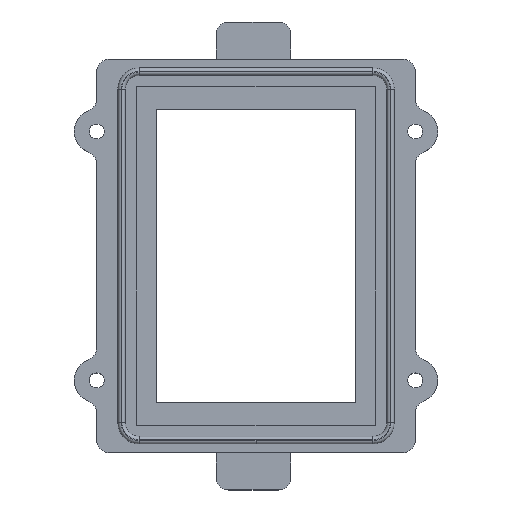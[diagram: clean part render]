
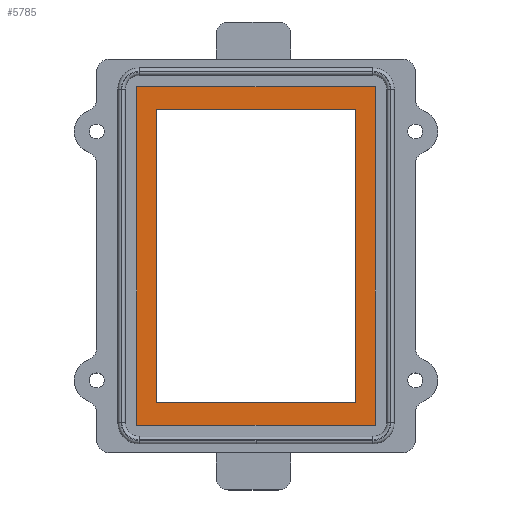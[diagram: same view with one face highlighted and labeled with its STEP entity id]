
A CAD part, top view. The second image highlights one B-rep face of the part: STEP entity #5785.
In plain terms, the highlighted planar face has unit normal (0, 0, 1).
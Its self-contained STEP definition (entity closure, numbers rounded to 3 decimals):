
#1420 = PLANE('',#1421);
#1421 = AXIS2_PLACEMENT_3D('',#1422,#1423,#1424);
#1422 = CARTESIAN_POINT('',(-51.,0.,25.));
#1423 = DIRECTION('',(1.,0.,0.));
#1424 = DIRECTION('',(0.,0.,1.));
#1448 = PLANE('',#1449);
#1449 = AXIS2_PLACEMENT_3D('',#1450,#1451,#1452);
#1450 = CARTESIAN_POINT('',(-51.,59.,25.));
#1451 = DIRECTION('',(0.,-1.,0.));
#1452 = DIRECTION('',(0.,0.,-1.));
#1476 = PLANE('',#1477);
#1477 = AXIS2_PLACEMENT_3D('',#1478,#1479,#1480);
#1478 = CARTESIAN_POINT('',(-131.,0.,25.));
#1479 = DIRECTION('',(1.,0.,0.));
#1480 = DIRECTION('',(0.,0.,1.));
#1502 = PLANE('',#1503);
#1503 = AXIS2_PLACEMENT_3D('',#1504,#1505,#1506);
#1504 = CARTESIAN_POINT('',(-91.,-59.,27.5));
#1505 = DIRECTION('',(0.,-1.,0.));
#1506 = DIRECTION('',(0.,0.,-1.));
#4551 = VERTEX_POINT('',#4552);
#4552 = CARTESIAN_POINT('',(-51.,-59.,30.));
#4573 = EDGE_CURVE('',#4574,#4551,#4576,.T.);
#4574 = VERTEX_POINT('',#4575);
#4575 = CARTESIAN_POINT('',(-51.,59.,30.));
#4576 = SURFACE_CURVE('',#4577,(#4581,#4588),.PCURVE_S1.);
#4577 = LINE('',#4578,#4579);
#4578 = CARTESIAN_POINT('',(-51.,34.,30.));
#4579 = VECTOR('',#4580,1.);
#4580 = DIRECTION('',(0.,-1.,0.));
#4581 = PCURVE('',#1420,#4582);
#4582 = DEFINITIONAL_REPRESENTATION('',(#4583),#4587);
#4583 = LINE('',#4584,#4585);
#4584 = CARTESIAN_POINT('',(5.,-34.));
#4585 = VECTOR('',#4586,1.);
#4586 = DIRECTION('',(0.,1.));
#4587 = ( GEOMETRIC_REPRESENTATION_CONTEXT(2) 
PARAMETRIC_REPRESENTATION_CONTEXT() REPRESENTATION_CONTEXT('2D SPACE',''
  ) );
#4588 = PCURVE('',#4589,#4594);
#4589 = PLANE('',#4590);
#4590 = AXIS2_PLACEMENT_3D('',#4591,#4592,#4593);
#4591 = CARTESIAN_POINT('',(-139.,68.,30.));
#4592 = DIRECTION('',(0.,0.,1.));
#4593 = DIRECTION('',(1.,0.,0.));
#4594 = DEFINITIONAL_REPRESENTATION('',(#4595),#4599);
#4595 = LINE('',#4596,#4597);
#4596 = CARTESIAN_POINT('',(88.,-34.));
#4597 = VECTOR('',#4598,1.);
#4598 = DIRECTION('',(0.,-1.));
#4599 = ( GEOMETRIC_REPRESENTATION_CONTEXT(2) 
PARAMETRIC_REPRESENTATION_CONTEXT() REPRESENTATION_CONTEXT('2D SPACE',''
  ) );
#5095 = PLANE('',#5096);
#5096 = AXIS2_PLACEMENT_3D('',#5097,#5098,#5099);
#5097 = CARTESIAN_POINT('',(-139.,68.,40.));
#5098 = DIRECTION('',(0.,-1.,0.));
#5099 = DIRECTION('',(1.,0.,0.));
#5123 = PLANE('',#5124);
#5124 = AXIS2_PLACEMENT_3D('',#5125,#5126,#5127);
#5125 = CARTESIAN_POINT('',(-43.,68.,40.));
#5126 = DIRECTION('',(-1.,0.,0.));
#5127 = DIRECTION('',(0.,-1.,0.));
#5151 = PLANE('',#5152);
#5152 = AXIS2_PLACEMENT_3D('',#5153,#5154,#5155);
#5153 = CARTESIAN_POINT('',(-43.,-68.,40.));
#5154 = DIRECTION('',(0.,1.,0.));
#5155 = DIRECTION('',(-1.,0.,0.));
#5177 = PLANE('',#5178);
#5178 = AXIS2_PLACEMENT_3D('',#5179,#5180,#5181);
#5179 = CARTESIAN_POINT('',(-139.,-68.,40.));
#5180 = DIRECTION('',(1.,0.,0.));
#5181 = DIRECTION('',(0.,1.,0.));
#5785 = ADVANCED_FACE('',(#5786,#5880),#4589,.T.);
#5786 = FACE_BOUND('',#5787,.T.);
#5787 = EDGE_LOOP('',(#5788,#5813,#5836,#5859));
#5788 = ORIENTED_EDGE('',*,*,#5789,.F.);
#5789 = EDGE_CURVE('',#5790,#5792,#5794,.T.);
#5790 = VERTEX_POINT('',#5791);
#5791 = CARTESIAN_POINT('',(-139.,68.,30.));
#5792 = VERTEX_POINT('',#5793);
#5793 = CARTESIAN_POINT('',(-43.,68.,30.));
#5794 = SURFACE_CURVE('',#5795,(#5799,#5806),.PCURVE_S1.);
#5795 = LINE('',#5796,#5797);
#5796 = CARTESIAN_POINT('',(-139.,68.,30.));
#5797 = VECTOR('',#5798,1.);
#5798 = DIRECTION('',(1.,0.,0.));
#5799 = PCURVE('',#4589,#5800);
#5800 = DEFINITIONAL_REPRESENTATION('',(#5801),#5805);
#5801 = LINE('',#5802,#5803);
#5802 = CARTESIAN_POINT('',(0.,0.));
#5803 = VECTOR('',#5804,1.);
#5804 = DIRECTION('',(1.,0.));
#5805 = ( GEOMETRIC_REPRESENTATION_CONTEXT(2) 
PARAMETRIC_REPRESENTATION_CONTEXT() REPRESENTATION_CONTEXT('2D SPACE',''
  ) );
#5806 = PCURVE('',#5095,#5807);
#5807 = DEFINITIONAL_REPRESENTATION('',(#5808),#5812);
#5808 = LINE('',#5809,#5810);
#5809 = CARTESIAN_POINT('',(0.,-10.));
#5810 = VECTOR('',#5811,1.);
#5811 = DIRECTION('',(1.,0.));
#5812 = ( GEOMETRIC_REPRESENTATION_CONTEXT(2) 
PARAMETRIC_REPRESENTATION_CONTEXT() REPRESENTATION_CONTEXT('2D SPACE',''
  ) );
#5813 = ORIENTED_EDGE('',*,*,#5814,.F.);
#5814 = EDGE_CURVE('',#5815,#5790,#5817,.T.);
#5815 = VERTEX_POINT('',#5816);
#5816 = CARTESIAN_POINT('',(-139.,-68.,30.));
#5817 = SURFACE_CURVE('',#5818,(#5822,#5829),.PCURVE_S1.);
#5818 = LINE('',#5819,#5820);
#5819 = CARTESIAN_POINT('',(-139.,-68.,30.));
#5820 = VECTOR('',#5821,1.);
#5821 = DIRECTION('',(0.,1.,0.));
#5822 = PCURVE('',#4589,#5823);
#5823 = DEFINITIONAL_REPRESENTATION('',(#5824),#5828);
#5824 = LINE('',#5825,#5826);
#5825 = CARTESIAN_POINT('',(0.,-136.));
#5826 = VECTOR('',#5827,1.);
#5827 = DIRECTION('',(0.,1.));
#5828 = ( GEOMETRIC_REPRESENTATION_CONTEXT(2) 
PARAMETRIC_REPRESENTATION_CONTEXT() REPRESENTATION_CONTEXT('2D SPACE',''
  ) );
#5829 = PCURVE('',#5177,#5830);
#5830 = DEFINITIONAL_REPRESENTATION('',(#5831),#5835);
#5831 = LINE('',#5832,#5833);
#5832 = CARTESIAN_POINT('',(0.,-10.));
#5833 = VECTOR('',#5834,1.);
#5834 = DIRECTION('',(1.,0.));
#5835 = ( GEOMETRIC_REPRESENTATION_CONTEXT(2) 
PARAMETRIC_REPRESENTATION_CONTEXT() REPRESENTATION_CONTEXT('2D SPACE',''
  ) );
#5836 = ORIENTED_EDGE('',*,*,#5837,.F.);
#5837 = EDGE_CURVE('',#5838,#5815,#5840,.T.);
#5838 = VERTEX_POINT('',#5839);
#5839 = CARTESIAN_POINT('',(-43.,-68.,30.));
#5840 = SURFACE_CURVE('',#5841,(#5845,#5852),.PCURVE_S1.);
#5841 = LINE('',#5842,#5843);
#5842 = CARTESIAN_POINT('',(-43.,-68.,30.));
#5843 = VECTOR('',#5844,1.);
#5844 = DIRECTION('',(-1.,0.,0.));
#5845 = PCURVE('',#4589,#5846);
#5846 = DEFINITIONAL_REPRESENTATION('',(#5847),#5851);
#5847 = LINE('',#5848,#5849);
#5848 = CARTESIAN_POINT('',(96.,-136.));
#5849 = VECTOR('',#5850,1.);
#5850 = DIRECTION('',(-1.,0.));
#5851 = ( GEOMETRIC_REPRESENTATION_CONTEXT(2) 
PARAMETRIC_REPRESENTATION_CONTEXT() REPRESENTATION_CONTEXT('2D SPACE',''
  ) );
#5852 = PCURVE('',#5151,#5853);
#5853 = DEFINITIONAL_REPRESENTATION('',(#5854),#5858);
#5854 = LINE('',#5855,#5856);
#5855 = CARTESIAN_POINT('',(0.,-10.));
#5856 = VECTOR('',#5857,1.);
#5857 = DIRECTION('',(1.,0.));
#5858 = ( GEOMETRIC_REPRESENTATION_CONTEXT(2) 
PARAMETRIC_REPRESENTATION_CONTEXT() REPRESENTATION_CONTEXT('2D SPACE',''
  ) );
#5859 = ORIENTED_EDGE('',*,*,#5860,.F.);
#5860 = EDGE_CURVE('',#5792,#5838,#5861,.T.);
#5861 = SURFACE_CURVE('',#5862,(#5866,#5873),.PCURVE_S1.);
#5862 = LINE('',#5863,#5864);
#5863 = CARTESIAN_POINT('',(-43.,68.,30.));
#5864 = VECTOR('',#5865,1.);
#5865 = DIRECTION('',(0.,-1.,0.));
#5866 = PCURVE('',#4589,#5867);
#5867 = DEFINITIONAL_REPRESENTATION('',(#5868),#5872);
#5868 = LINE('',#5869,#5870);
#5869 = CARTESIAN_POINT('',(96.,0.));
#5870 = VECTOR('',#5871,1.);
#5871 = DIRECTION('',(0.,-1.));
#5872 = ( GEOMETRIC_REPRESENTATION_CONTEXT(2) 
PARAMETRIC_REPRESENTATION_CONTEXT() REPRESENTATION_CONTEXT('2D SPACE',''
  ) );
#5873 = PCURVE('',#5123,#5874);
#5874 = DEFINITIONAL_REPRESENTATION('',(#5875),#5879);
#5875 = LINE('',#5876,#5877);
#5876 = CARTESIAN_POINT('',(0.,-10.));
#5877 = VECTOR('',#5878,1.);
#5878 = DIRECTION('',(1.,0.));
#5879 = ( GEOMETRIC_REPRESENTATION_CONTEXT(2) 
PARAMETRIC_REPRESENTATION_CONTEXT() REPRESENTATION_CONTEXT('2D SPACE',''
  ) );
#5880 = FACE_BOUND('',#5881,.T.);
#5881 = EDGE_LOOP('',(#5882,#5905,#5906,#5929));
#5882 = ORIENTED_EDGE('',*,*,#5883,.T.);
#5883 = EDGE_CURVE('',#5884,#4574,#5886,.T.);
#5884 = VERTEX_POINT('',#5885);
#5885 = CARTESIAN_POINT('',(-131.,59.,30.));
#5886 = SURFACE_CURVE('',#5887,(#5891,#5898),.PCURVE_S1.);
#5887 = LINE('',#5888,#5889);
#5888 = CARTESIAN_POINT('',(-135.,59.,30.));
#5889 = VECTOR('',#5890,1.);
#5890 = DIRECTION('',(1.,0.,0.));
#5891 = PCURVE('',#4589,#5892);
#5892 = DEFINITIONAL_REPRESENTATION('',(#5893),#5897);
#5893 = LINE('',#5894,#5895);
#5894 = CARTESIAN_POINT('',(4.,-9.));
#5895 = VECTOR('',#5896,1.);
#5896 = DIRECTION('',(1.,0.));
#5897 = ( GEOMETRIC_REPRESENTATION_CONTEXT(2) 
PARAMETRIC_REPRESENTATION_CONTEXT() REPRESENTATION_CONTEXT('2D SPACE',''
  ) );
#5898 = PCURVE('',#1448,#5899);
#5899 = DEFINITIONAL_REPRESENTATION('',(#5900),#5904);
#5900 = LINE('',#5901,#5902);
#5901 = CARTESIAN_POINT('',(-5.,-84.));
#5902 = VECTOR('',#5903,1.);
#5903 = DIRECTION('',(0.,1.));
#5904 = ( GEOMETRIC_REPRESENTATION_CONTEXT(2) 
PARAMETRIC_REPRESENTATION_CONTEXT() REPRESENTATION_CONTEXT('2D SPACE',''
  ) );
#5905 = ORIENTED_EDGE('',*,*,#4573,.T.);
#5906 = ORIENTED_EDGE('',*,*,#5907,.T.);
#5907 = EDGE_CURVE('',#4551,#5908,#5910,.T.);
#5908 = VERTEX_POINT('',#5909);
#5909 = CARTESIAN_POINT('',(-131.,-59.,30.));
#5910 = SURFACE_CURVE('',#5911,(#5915,#5922),.PCURVE_S1.);
#5911 = LINE('',#5912,#5913);
#5912 = CARTESIAN_POINT('',(-95.,-59.,30.));
#5913 = VECTOR('',#5914,1.);
#5914 = DIRECTION('',(-1.,0.,0.));
#5915 = PCURVE('',#4589,#5916);
#5916 = DEFINITIONAL_REPRESENTATION('',(#5917),#5921);
#5917 = LINE('',#5918,#5919);
#5918 = CARTESIAN_POINT('',(44.,-127.));
#5919 = VECTOR('',#5920,1.);
#5920 = DIRECTION('',(-1.,0.));
#5921 = ( GEOMETRIC_REPRESENTATION_CONTEXT(2) 
PARAMETRIC_REPRESENTATION_CONTEXT() REPRESENTATION_CONTEXT('2D SPACE',''
  ) );
#5922 = PCURVE('',#1502,#5923);
#5923 = DEFINITIONAL_REPRESENTATION('',(#5924),#5928);
#5924 = LINE('',#5925,#5926);
#5925 = CARTESIAN_POINT('',(-2.5,-4.));
#5926 = VECTOR('',#5927,1.);
#5927 = DIRECTION('',(0.,-1.));
#5928 = ( GEOMETRIC_REPRESENTATION_CONTEXT(2) 
PARAMETRIC_REPRESENTATION_CONTEXT() REPRESENTATION_CONTEXT('2D SPACE',''
  ) );
#5929 = ORIENTED_EDGE('',*,*,#5930,.F.);
#5930 = EDGE_CURVE('',#5884,#5908,#5931,.T.);
#5931 = SURFACE_CURVE('',#5932,(#5936,#5943),.PCURVE_S1.);
#5932 = LINE('',#5933,#5934);
#5933 = CARTESIAN_POINT('',(-131.,34.,30.));
#5934 = VECTOR('',#5935,1.);
#5935 = DIRECTION('',(0.,-1.,0.));
#5936 = PCURVE('',#4589,#5937);
#5937 = DEFINITIONAL_REPRESENTATION('',(#5938),#5942);
#5938 = LINE('',#5939,#5940);
#5939 = CARTESIAN_POINT('',(8.,-34.));
#5940 = VECTOR('',#5941,1.);
#5941 = DIRECTION('',(0.,-1.));
#5942 = ( GEOMETRIC_REPRESENTATION_CONTEXT(2) 
PARAMETRIC_REPRESENTATION_CONTEXT() REPRESENTATION_CONTEXT('2D SPACE',''
  ) );
#5943 = PCURVE('',#1476,#5944);
#5944 = DEFINITIONAL_REPRESENTATION('',(#5945),#5949);
#5945 = LINE('',#5946,#5947);
#5946 = CARTESIAN_POINT('',(5.,-34.));
#5947 = VECTOR('',#5948,1.);
#5948 = DIRECTION('',(0.,1.));
#5949 = ( GEOMETRIC_REPRESENTATION_CONTEXT(2) 
PARAMETRIC_REPRESENTATION_CONTEXT() REPRESENTATION_CONTEXT('2D SPACE',''
  ) );
